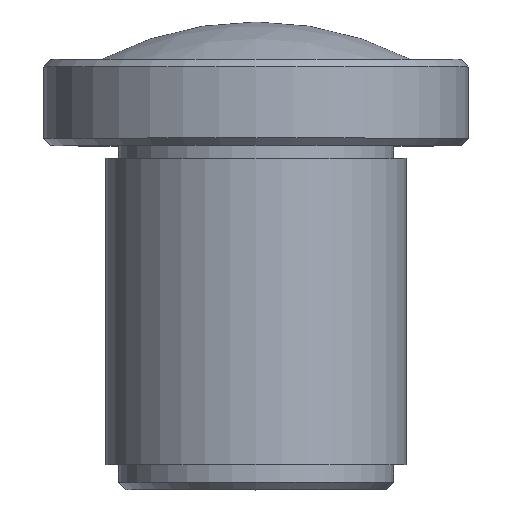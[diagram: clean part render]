
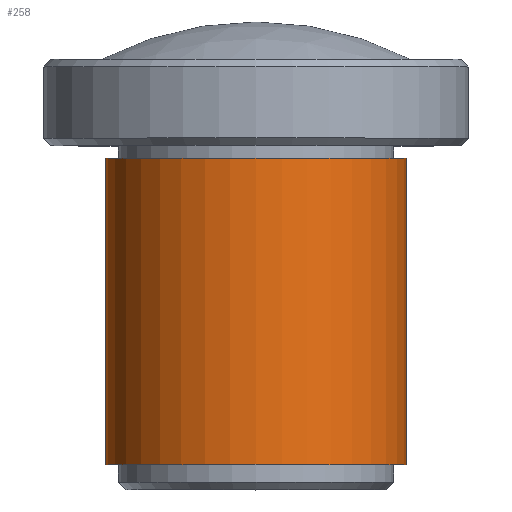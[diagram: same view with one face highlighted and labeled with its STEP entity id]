
A CAD part, top view. The second image highlights one B-rep face of the part: STEP entity #258.
In plain terms, the highlighted cylindrical face has radius 6 mm (diameter 12 mm), a partial arc.
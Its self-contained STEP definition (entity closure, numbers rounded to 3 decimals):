
#18 = CYLINDRICAL_SURFACE ( 'NONE', #332, 6. ) ;
#29 = ORIENTED_EDGE ( 'NONE', *, *, #37, .T. ) ;
#36 = DIRECTION ( 'NONE',  ( 1., 0., 0. ) ) ;
#37 = EDGE_CURVE ( 'NONE', #377, #396, #539, .T. ) ;
#41 = CARTESIAN_POINT ( 'NONE',  ( 6., 13.25, 0. ) ) ;
#43 = CARTESIAN_POINT ( 'NONE',  ( 6., 1., 0. ) ) ;
#61 = CARTESIAN_POINT ( 'NONE',  ( -6., 1., 0. ) ) ;
#73 = AXIS2_PLACEMENT_3D ( 'NONE', #343, #562, #98 ) ;
#98 = DIRECTION ( 'NONE',  ( 1., 0., 0. ) ) ;
#104 = VERTEX_POINT ( 'NONE', #43 ) ;
#113 = LINE ( 'NONE', #311, #138 ) ;
#119 = ORIENTED_EDGE ( 'NONE', *, *, #466, .F. ) ;
#138 = VECTOR ( 'NONE', #526, 1000. ) ;
#140 = CARTESIAN_POINT ( 'NONE',  ( -6., 13.25, 0. ) ) ;
#185 = DIRECTION ( 'NONE',  ( 0., -1., 0. ) ) ;
#202 = ORIENTED_EDGE ( 'NONE', *, *, #351, .T. ) ;
#212 = CARTESIAN_POINT ( 'NONE',  ( 0., 0., 0. ) ) ;
#228 = DIRECTION ( 'NONE',  ( 0., -1., 0. ) ) ;
#243 = VECTOR ( 'NONE', #185, 1000. ) ;
#258 = ADVANCED_FACE ( 'NONE', ( #467 ), #18, .T. ) ;
#279 = EDGE_CURVE ( 'NONE', #377, #104, #113, .T. ) ;
#311 = CARTESIAN_POINT ( 'NONE',  ( 6., 0., 0. ) ) ;
#332 = AXIS2_PLACEMENT_3D ( 'NONE', #212, #414, #634 ) ;
#343 = CARTESIAN_POINT ( 'NONE',  ( 0., 1., 0. ) ) ;
#351 = EDGE_CURVE ( 'NONE', #396, #543, #441, .T. ) ;
#377 = VERTEX_POINT ( 'NONE', #41 ) ;
#380 = AXIS2_PLACEMENT_3D ( 'NONE', #596, #228, #36 ) ;
#396 = VERTEX_POINT ( 'NONE', #140 ) ;
#409 = EDGE_LOOP ( 'NONE', ( #29, #202, #119, #531 ) ) ;
#414 = DIRECTION ( 'NONE',  ( 0., -1., 0. ) ) ;
#441 = LINE ( 'NONE', #653, #243 ) ;
#466 = EDGE_CURVE ( 'NONE', #104, #543, #623, .T. ) ;
#467 = FACE_OUTER_BOUND ( 'NONE', #409, .T. ) ;
#526 = DIRECTION ( 'NONE',  ( 0., -1., 0. ) ) ;
#531 = ORIENTED_EDGE ( 'NONE', *, *, #279, .F. ) ;
#539 = CIRCLE ( 'NONE', #380, 6. ) ;
#543 = VERTEX_POINT ( 'NONE', #61 ) ;
#562 = DIRECTION ( 'NONE',  ( 0., -1., 0. ) ) ;
#596 = CARTESIAN_POINT ( 'NONE',  ( 0., 13.25, 0. ) ) ;
#623 = CIRCLE ( 'NONE', #73, 6. ) ;
#634 = DIRECTION ( 'NONE',  ( 1., 0., 0. ) ) ;
#653 = CARTESIAN_POINT ( 'NONE',  ( -6., 0., 0. ) ) ;
